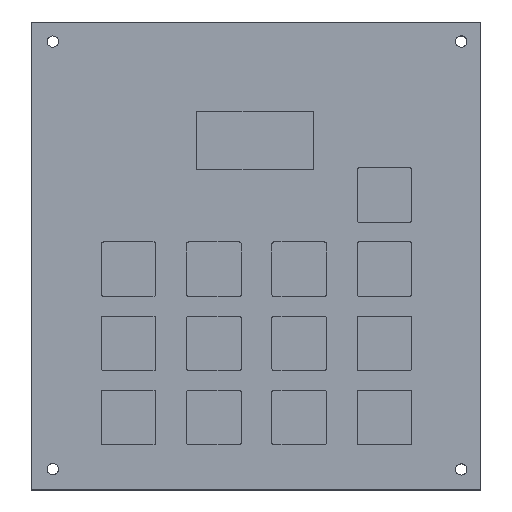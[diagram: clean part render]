
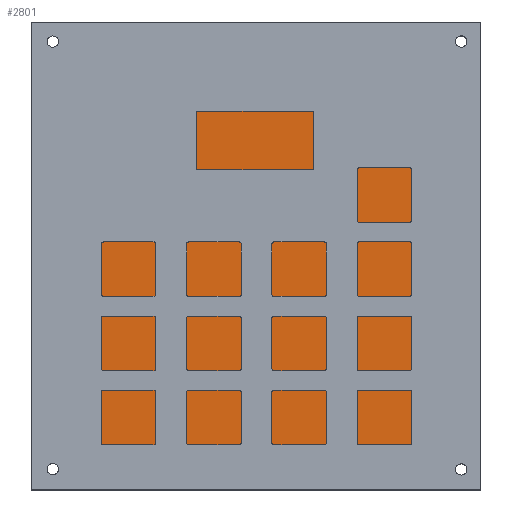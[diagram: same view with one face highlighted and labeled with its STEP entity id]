
A CAD part, top view. The second image highlights one B-rep face of the part: STEP entity #2801.
In plain terms, the highlighted planar face has unit normal (0, 0, 1).
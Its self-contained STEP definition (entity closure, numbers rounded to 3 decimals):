
#247=FACE_OUTER_BOUND('',#394,.T.);
#394=EDGE_LOOP('',(#1905,#1906,#1907,#1908,#1909,#1910,#1911,#1912));
#576=LINE('',#4054,#876);
#581=LINE('',#4065,#881);
#583=LINE('',#4068,#883);
#596=LINE('',#4104,#896);
#597=LINE('',#4106,#897);
#598=LINE('',#4108,#898);
#599=LINE('',#4110,#899);
#600=LINE('',#4111,#900);
#876=VECTOR('',#3224,10.);
#881=VECTOR('',#3233,10.);
#883=VECTOR('',#3237,10.);
#896=VECTOR('',#3262,10.);
#897=VECTOR('',#3263,10.);
#898=VECTOR('',#3264,10.);
#899=VECTOR('',#3265,10.);
#900=VECTOR('',#3266,10.);
#1174=VERTEX_POINT('',#4048);
#1176=VERTEX_POINT('',#4052);
#1179=VERTEX_POINT('',#4062);
#1180=VERTEX_POINT('',#4064);
#1197=VERTEX_POINT('',#4103);
#1198=VERTEX_POINT('',#4105);
#1199=VERTEX_POINT('',#4107);
#1200=VERTEX_POINT('',#4109);
#1456=EDGE_CURVE('',#1174,#1176,#576,.T.);
#1461=EDGE_CURVE('',#1180,#1179,#581,.T.);
#1463=EDGE_CURVE('',#1176,#1180,#583,.T.);
#1480=EDGE_CURVE('',#1179,#1197,#596,.T.);
#1481=EDGE_CURVE('',#1197,#1198,#597,.T.);
#1482=EDGE_CURVE('',#1198,#1199,#598,.T.);
#1483=EDGE_CURVE('',#1199,#1200,#599,.T.);
#1484=EDGE_CURVE('',#1200,#1174,#600,.T.);
#1905=ORIENTED_EDGE('',*,*,#1456,.T.);
#1906=ORIENTED_EDGE('',*,*,#1463,.T.);
#1907=ORIENTED_EDGE('',*,*,#1461,.T.);
#1908=ORIENTED_EDGE('',*,*,#1480,.T.);
#1909=ORIENTED_EDGE('',*,*,#1481,.T.);
#1910=ORIENTED_EDGE('',*,*,#1482,.T.);
#1911=ORIENTED_EDGE('',*,*,#1483,.T.);
#1912=ORIENTED_EDGE('',*,*,#1484,.T.);
#2718=PLANE('',#2963);
#2801=ADVANCED_FACE('',(#247),#2718,.T.);
#2963=AXIS2_PLACEMENT_3D('',#4102,#3260,#3261);
#3224=DIRECTION('',(0.,-1.,0.));
#3233=DIRECTION('',(0.,1.,0.));
#3237=DIRECTION('',(-1.,0.,0.));
#3260=DIRECTION('center_axis',(0.,0.,1.));
#3261=DIRECTION('ref_axis',(1.,0.,0.));
#3262=DIRECTION('',(-1.,0.,0.));
#3263=DIRECTION('',(0.,-1.,0.));
#3264=DIRECTION('',(1.,0.,0.));
#3265=DIRECTION('',(0.,1.,0.));
#3266=DIRECTION('',(-1.,0.,0.));
#4048=CARTESIAN_POINT('',(12.608,25.,-9.99));
#4052=CARTESIAN_POINT('',(12.608,18.074,-9.99));
#4054=CARTESIAN_POINT('',(12.608,-0.034,-9.99));
#4062=CARTESIAN_POINT('',(4.94,25.,-9.99));
#4064=CARTESIAN_POINT('',(4.94,18.074,-9.99));
#4065=CARTESIAN_POINT('',(4.94,-0.034,-9.99));
#4068=CARTESIAN_POINT('',(30.054,18.074,-9.99));
#4102=CARTESIAN_POINT('Origin',(47.5,-25.141,-9.99));
#4103=CARTESIAN_POINT('',(0.003,25.,-9.99));
#4104=CARTESIAN_POINT('',(0.,25.,-9.99));
#4105=CARTESIAN_POINT('',(0.003,-75.282,-9.99));
#4106=CARTESIAN_POINT('',(0.003,-50.221,-9.99));
#4107=CARTESIAN_POINT('',(95.,-75.282,-9.99));
#4108=CARTESIAN_POINT('',(95.,-75.282,-9.99));
#4109=CARTESIAN_POINT('',(95.,25.,-9.99));
#4110=CARTESIAN_POINT('',(95.,25.,-9.99));
#4111=CARTESIAN_POINT('',(0.,25.,-9.99));
